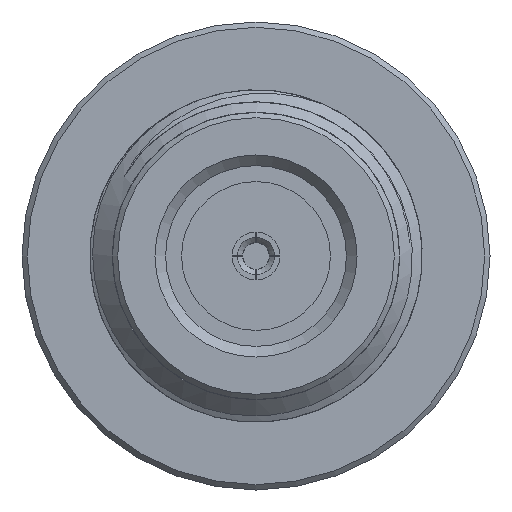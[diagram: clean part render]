
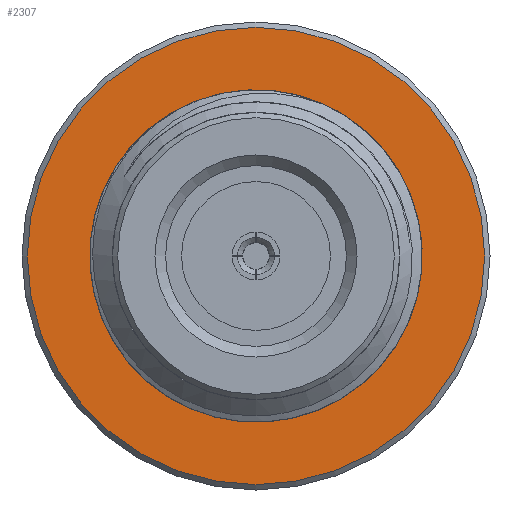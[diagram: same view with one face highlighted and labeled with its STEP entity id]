
A CAD part, left-side view. The second image highlights one B-rep face of the part: STEP entity #2307.
In plain terms, the highlighted planar face has unit normal (-1, 0, 0).
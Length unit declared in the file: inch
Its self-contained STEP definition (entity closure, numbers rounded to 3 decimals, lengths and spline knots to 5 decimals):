
#1165 = DIRECTION ( 'NONE',  ( 0., 0., -1. ) ) ;
#2137 = DIRECTION ( 'NONE',  ( 0., 0., -1. ) ) ;
#2307 = ADVANCED_FACE ( 'NONE', ( #19865, #17144 ), #11884, .F. ) ;
#4051 = DIRECTION ( 'NONE',  ( 1., 0., 0. ) ) ;
#4056 = CIRCLE ( 'NONE', #15996, 0.27 ) ;
#6721 = EDGE_CURVE ( 'NONE', #31291, #31291, #4056, .T. ) ;
#8044 = CARTESIAN_POINT ( 'NONE',  ( 0.62, 0., -0.27 ) ) ;
#10719 = AXIS2_PLACEMENT_3D ( 'NONE', #14097, #4051, #1165 ) ;
#11498 = CARTESIAN_POINT ( 'NONE',  ( 0.62, 0., 0. ) ) ;
#11884 = PLANE ( 'NONE',  #10719 ) ;
#12815 = CIRCLE ( 'NONE', #20417, 0.43 ) ;
#14097 = CARTESIAN_POINT ( 'NONE',  ( 0.62, 0., 0. ) ) ;
#15996 = AXIS2_PLACEMENT_3D ( 'NONE', #33055, #30674, #2137 ) ;
#16040 = EDGE_CURVE ( 'NONE', #16201, #16201, #12815, .T. ) ;
#16201 = VERTEX_POINT ( 'NONE', #29433 ) ;
#17144 = FACE_BOUND ( 'NONE', #33112, .T. ) ;
#19865 = FACE_OUTER_BOUND ( 'NONE', #22675, .T. ) ;
#20417 = AXIS2_PLACEMENT_3D ( 'NONE', #11498, #21860, #32202 ) ;
#20505 = ORIENTED_EDGE ( 'NONE', *, *, #6721, .F. ) ;
#21860 = DIRECTION ( 'NONE',  ( -1., 0., 0. ) ) ;
#22675 = EDGE_LOOP ( 'NONE', ( #22837 ) ) ;
#22837 = ORIENTED_EDGE ( 'NONE', *, *, #16040, .T. ) ;
#29433 = CARTESIAN_POINT ( 'NONE',  ( 0.62, 0., -0.43 ) ) ;
#30674 = DIRECTION ( 'NONE',  ( -1., 0., 0. ) ) ;
#31291 = VERTEX_POINT ( 'NONE', #8044 ) ;
#32202 = DIRECTION ( 'NONE',  ( 0., 0., -1. ) ) ;
#33055 = CARTESIAN_POINT ( 'NONE',  ( 0.62, 0., 0. ) ) ;
#33112 = EDGE_LOOP ( 'NONE', ( #20505 ) ) ;
